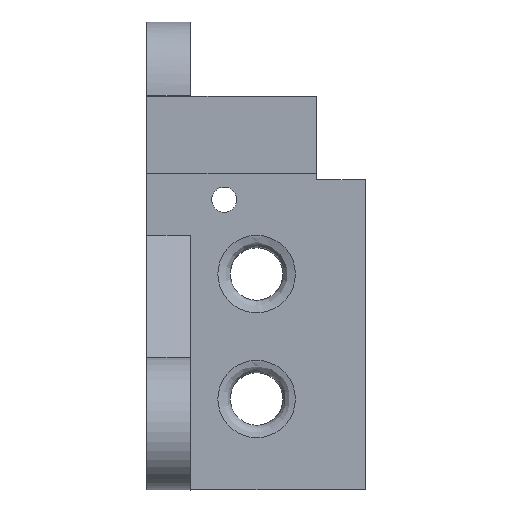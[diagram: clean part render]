
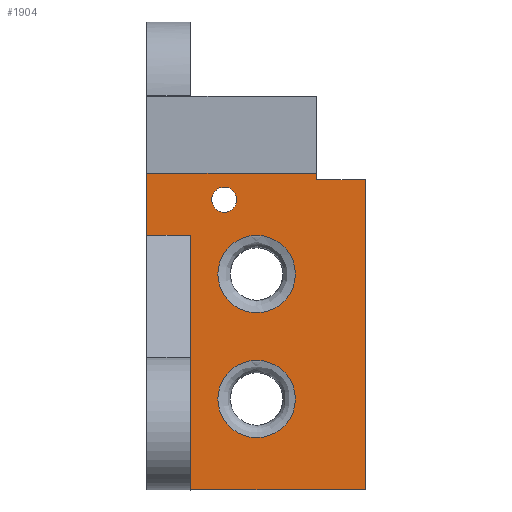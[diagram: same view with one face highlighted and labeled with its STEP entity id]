
A CAD part, left-side view. The second image highlights one B-rep face of the part: STEP entity #1904.
In plain terms, the highlighted planar face has unit normal (-1, 0, 0).
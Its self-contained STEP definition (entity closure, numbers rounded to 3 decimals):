
#58=FACE_BOUND('',#255,.T.);
#59=FACE_BOUND('',#256,.T.);
#60=FACE_BOUND('',#257,.T.);
#147=FACE_OUTER_BOUND('',#254,.T.);
#254=EDGE_LOOP('',(#1435,#1436,#1437,#1438,#1439,#1440,#1441,#1442,#1443,
#1444,#1445));
#255=EDGE_LOOP('',(#1446));
#256=EDGE_LOOP('',(#1447));
#257=EDGE_LOOP('',(#1448));
#406=LINE('',#3645,#568);
#407=LINE('',#3647,#569);
#408=LINE('',#3649,#570);
#409=LINE('',#3651,#571);
#410=LINE('',#3653,#572);
#411=LINE('',#3655,#573);
#412=LINE('',#3657,#574);
#413=LINE('',#3659,#575);
#414=LINE('',#3661,#576);
#415=LINE('',#3663,#577);
#416=LINE('',#3664,#578);
#568=VECTOR('',#2397,10.);
#569=VECTOR('',#2398,10.);
#570=VECTOR('',#2399,10.);
#571=VECTOR('',#2400,10.);
#572=VECTOR('',#2401,10.);
#573=VECTOR('',#2402,10.);
#574=VECTOR('',#2403,10.);
#575=VECTOR('',#2404,10.);
#576=VECTOR('',#2405,10.);
#577=VECTOR('',#2406,10.);
#578=VECTOR('',#2407,10.);
#677=CIRCLE('',#1997,2.);
#725=CIRCLE('',#2065,6.2);
#726=CIRCLE('',#2067,6.2);
#787=VERTEX_POINT('',#2759);
#869=VERTEX_POINT('',#3639);
#870=VERTEX_POINT('',#3643);
#871=VERTEX_POINT('',#3644);
#872=VERTEX_POINT('',#3646);
#873=VERTEX_POINT('',#3648);
#874=VERTEX_POINT('',#3650);
#875=VERTEX_POINT('',#3652);
#876=VERTEX_POINT('',#3654);
#877=VERTEX_POINT('',#3656);
#878=VERTEX_POINT('',#3658);
#879=VERTEX_POINT('',#3660);
#880=VERTEX_POINT('',#3662);
#881=VERTEX_POINT('',#3665);
#980=EDGE_CURVE('',#787,#787,#677,.T.);
#1089=EDGE_CURVE('',#869,#869,#725,.T.);
#1090=EDGE_CURVE('',#870,#871,#406,.T.);
#1091=EDGE_CURVE('',#871,#872,#407,.T.);
#1092=EDGE_CURVE('',#872,#873,#408,.T.);
#1093=EDGE_CURVE('',#874,#873,#409,.T.);
#1094=EDGE_CURVE('',#875,#874,#410,.T.);
#1095=EDGE_CURVE('',#875,#876,#411,.T.);
#1096=EDGE_CURVE('',#876,#877,#412,.T.);
#1097=EDGE_CURVE('',#877,#878,#413,.T.);
#1098=EDGE_CURVE('',#878,#879,#414,.T.);
#1099=EDGE_CURVE('',#879,#880,#415,.T.);
#1100=EDGE_CURVE('',#880,#870,#416,.T.);
#1101=EDGE_CURVE('',#881,#881,#726,.T.);
#1435=ORIENTED_EDGE('',*,*,#1090,.T.);
#1436=ORIENTED_EDGE('',*,*,#1091,.T.);
#1437=ORIENTED_EDGE('',*,*,#1092,.T.);
#1438=ORIENTED_EDGE('',*,*,#1093,.F.);
#1439=ORIENTED_EDGE('',*,*,#1094,.F.);
#1440=ORIENTED_EDGE('',*,*,#1095,.T.);
#1441=ORIENTED_EDGE('',*,*,#1096,.T.);
#1442=ORIENTED_EDGE('',*,*,#1097,.T.);
#1443=ORIENTED_EDGE('',*,*,#1098,.T.);
#1444=ORIENTED_EDGE('',*,*,#1099,.T.);
#1445=ORIENTED_EDGE('',*,*,#1100,.T.);
#1446=ORIENTED_EDGE('',*,*,#980,.F.);
#1447=ORIENTED_EDGE('',*,*,#1101,.F.);
#1448=ORIENTED_EDGE('',*,*,#1089,.F.);
#1831=PLANE('',#2066);
#1904=ADVANCED_FACE('',(#147,#58,#59,#60),#1831,.T.);
#1997=AXIS2_PLACEMENT_3D('',#2761,#2212,#2213);
#2065=AXIS2_PLACEMENT_3D('',#3641,#2393,#2394);
#2066=AXIS2_PLACEMENT_3D('',#3642,#2395,#2396);
#2067=AXIS2_PLACEMENT_3D('',#3666,#2408,#2409);
#2212=DIRECTION('center_axis',(-1.,0.,
0.));
#2213=DIRECTION('ref_axis',(0.,-1.,0.));
#2393=DIRECTION('center_axis',(-1.,0.,
0.));
#2394=DIRECTION('ref_axis',(0.,0.,
-1.));
#2395=DIRECTION('center_axis',(-1.,0.,
0.));
#2396=DIRECTION('ref_axis',(0.,0.,1.));
#2397=DIRECTION('',(0.,0.,-1.));
#2398=DIRECTION('',(0.,1.,0.));
#2399=DIRECTION('',(0.,0.,-1.));
#2400=DIRECTION('',(0.,1.,0.));
#2401=DIRECTION('',(0.,0.,-1.));
#2402=DIRECTION('',(0.,1.,0.));
#2403=DIRECTION('',(0.,0.,1.));
#2404=DIRECTION('',(0.,1.,0.));
#2405=DIRECTION('',(0.,1.,0.));
#2406=DIRECTION('',(0.,0.,-1.));
#2407=DIRECTION('',(0.,-1.,0.));
#2408=DIRECTION('center_axis',(-1.,0.,
0.));
#2409=DIRECTION('ref_axis',(0.,0.,
-1.));
#2759=CARTESIAN_POINT('',(102.889,45.,89.));
#2761=CARTESIAN_POINT('Origin',(102.889,43.,89.));
#3639=CARTESIAN_POINT('',(102.889,37.808,83.3));
#3641=CARTESIAN_POINT('Origin',(102.889,37.808,77.1));
#3642=CARTESIAN_POINT('Origin',(102.889,48.408,42.595));
#3643=CARTESIAN_POINT('',(102.889,48.408,83.343));
#3644=CARTESIAN_POINT('',(102.889,48.408,42.612));
#3645=CARTESIAN_POINT('',(102.889,48.408,61.255));
#3646=CARTESIAN_POINT('',(102.889,55.408,42.612));
#3647=CARTESIAN_POINT('',(102.889,51.908,42.612));
#3648=CARTESIAN_POINT('',(102.889,55.408,42.595));
#3649=CARTESIAN_POINT('',(102.889,55.408,55.433));
#3650=CARTESIAN_POINT('',(102.889,20.408,42.595));
#3651=CARTESIAN_POINT('',(102.889,48.408,42.595));
#3652=CARTESIAN_POINT('',(102.889,20.408,92.213));
#3653=CARTESIAN_POINT('',(102.889,20.408,93.213));
#3654=CARTESIAN_POINT('',(102.889,28.201,92.213));
#3655=CARTESIAN_POINT('',(102.889,22.608,92.213));
#3656=CARTESIAN_POINT('',(102.889,28.201,93.213));
#3657=CARTESIAN_POINT('',(102.889,28.201,67.404));
#3658=CARTESIAN_POINT('',(102.889,28.208,93.213));
#3659=CARTESIAN_POINT('',(102.889,48.408,93.213));
#3660=CARTESIAN_POINT('',(102.889,55.408,93.213));
#3661=CARTESIAN_POINT('',(102.889,48.408,93.213));
#3662=CARTESIAN_POINT('',(102.889,55.408,83.343));
#3663=CARTESIAN_POINT('',(102.889,55.408,55.433));
#3664=CARTESIAN_POINT('',(102.889,51.908,83.343));
#3665=CARTESIAN_POINT('',(102.889,37.808,63.3));
#3666=CARTESIAN_POINT('Origin',(102.889,37.808,57.1));
